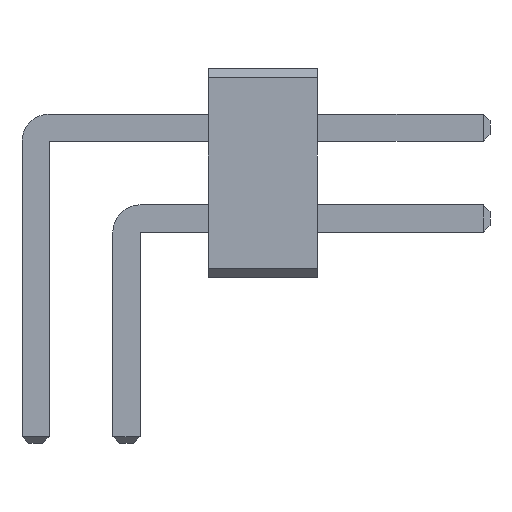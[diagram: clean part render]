
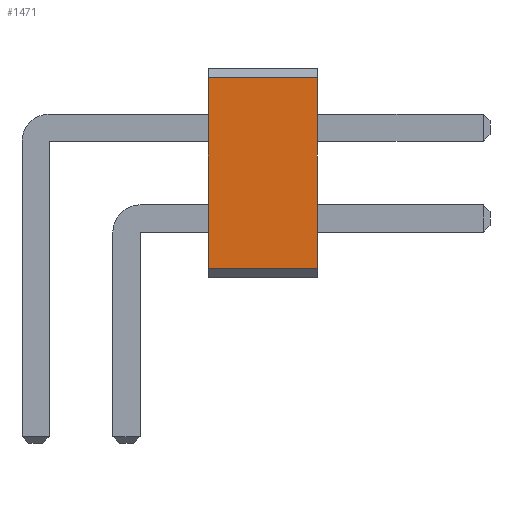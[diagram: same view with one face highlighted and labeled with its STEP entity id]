
A CAD part, front view. The second image highlights one B-rep face of the part: STEP entity #1471.
In plain terms, the highlighted planar face has unit normal (0, -1, 0).
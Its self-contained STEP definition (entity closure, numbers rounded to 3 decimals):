
#13=DIRECTION('',(0.,0.,1.));
#27=VECTOR('',#28,1.);
#28=DIRECTION('',(1.,0.,0.));
#57=DIRECTION('',(0.,-1.,0.));
#1458=VERTEX_POINT('',#1459);
#1459=CARTESIAN_POINT('',(3.1,-24.5,0.1));
#1462=EDGE_CURVE('',#1463,#1458,#1465,.T.);
#1463=VERTEX_POINT('',#1464);
#1464=CARTESIAN_POINT('',(1.9,-24.5,0.1));
#1465=LINE('',#1464,#27);
#1471=ADVANCED_FACE('',(#1472),#1489,.T.);
#1472=FACE_BOUND('',#1473,.T.);
#1473=EDGE_LOOP('',(#1474,#1475,#1481,#1486));
#1474=ORIENTED_EDGE('',*,*,#1462,.T.);
#1475=ORIENTED_EDGE('',*,*,#1476,.T.);
#1476=EDGE_CURVE('',#1458,#1477,#1479,.T.);
#1477=VERTEX_POINT('',#1478);
#1478=CARTESIAN_POINT('',(3.1,-24.5,2.2));
#1479=LINE('',#1459,#1480);
#1480=VECTOR('',#13,1.);
#1481=ORIENTED_EDGE('',*,*,#1482,.F.);
#1482=EDGE_CURVE('',#1483,#1477,#1485,.T.);
#1483=VERTEX_POINT('',#1484);
#1484=CARTESIAN_POINT('',(1.9,-24.5,2.2));
#1485=LINE('',#1484,#27);
#1486=ORIENTED_EDGE('',*,*,#1487,.F.);
#1487=EDGE_CURVE('',#1463,#1483,#1488,.T.);
#1488=LINE('',#1464,#1480);
#1489=PLANE('',#1490);
#1490=AXIS2_PLACEMENT_3D('',#1464,#57,#13);
